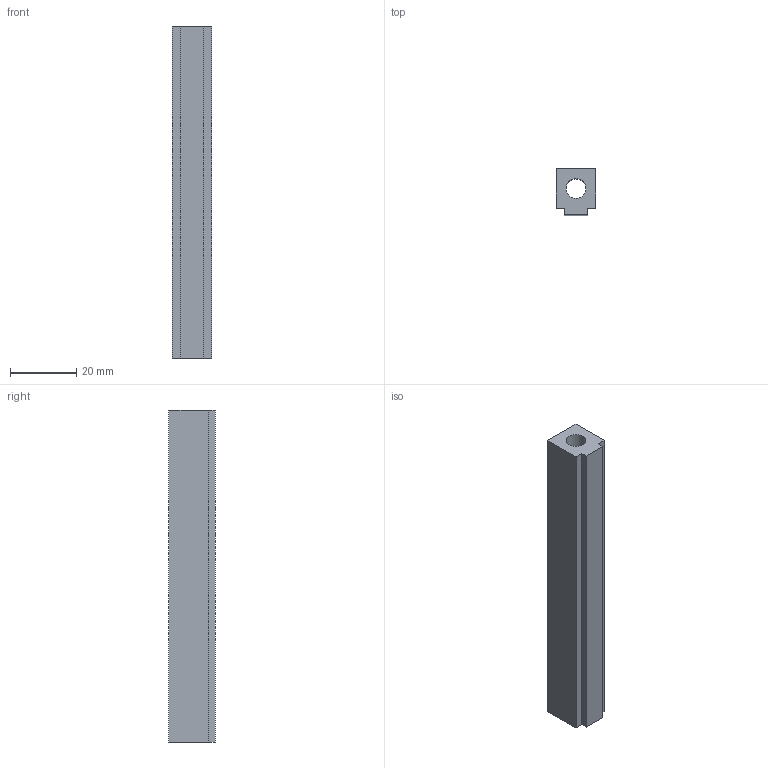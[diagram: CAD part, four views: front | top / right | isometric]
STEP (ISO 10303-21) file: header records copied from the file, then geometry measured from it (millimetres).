
FILE_DESCRIPTION((''),'2;1');
FILE_NAME('E_3_01_09_12_00_WKZ-0030.stp','2016-08-16T10:56:23',('dfischer'),(''),'Autodesk Inventor 2013','Autodesk Inventor 2013','');
FILE_SCHEMA(('AUTOMOTIVE_DESIGN { 1 0 10303 214 1 1 1 1 }'));
Length unit declared in the file: millimetre
Products named in the file (1): E_3_01_09_12_00_WKZ-0030
Bounding box: 12 x 14 x 100 mm (x, y, z)
Volume: 12972.6 mm3; surface area: 7344.4 mm2
Topology: 1 solids, 1 shells, 11 faces, 27 edges, 18 vertices
Faces by surface type: plane 10, cylinder 1
Full cylindrical faces by diameter (mm): 6 x1
Entity records: 356 total; most frequent: CARTESIAN_POINT 56, DIRECTION 52, ORIENTED_EDGE 52, EDGE_CURVE 26, VECTOR 24, LINE 24, VERTEX_POINT 18, AXIS2_PLACEMENT_3D 14
